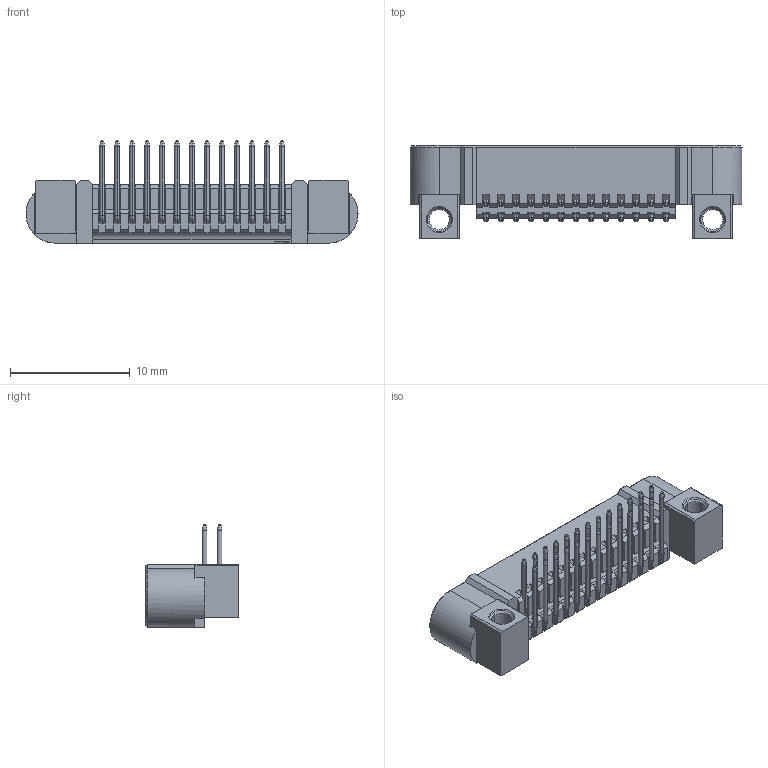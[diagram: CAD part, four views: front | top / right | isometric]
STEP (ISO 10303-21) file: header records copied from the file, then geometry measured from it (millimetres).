
FILE_DESCRIPTION((''),'2;1');
FILE_NAME('G125-MH12605M4P_ASM','2020-02-24T14:42:27',('rportlock'),(''),'CREO PARAMETRIC BY PTC INC, 2019344','CREO PARAMETRIC BY PTC INC, 2019344','');
FILE_SCHEMA(('CONFIG_CONTROL_DESIGN','SHAPE_APPEARANCE_LAYERS_GROUPS'));
Length unit declared in the file: millimetre
Products named in the file (5): G125-3272696; G125-4640000; G125-1060005_BENT; G125-1070005_BENT; G125-MH12605M4P_ASM
Assembly tree (29 placements, depth 2):
  G125-MH12605M4P_ASM
    G125-3272696
    G125-4640000  x2
    G125-1060005_BENT  x13
    G125-1070005_BENT  x13
Bounding box: 27.7 x 7.7 x 8.55 mm (x, y, z)
Volume: 534.3 mm3; surface area: 1633 mm2
Topology: 29 solids, 33 shells, 4151 faces, 9162 edges, 5086 vertices
Faces by surface type: bspline 2808, plane 604, cylinder 393, torus 312, cone 34
Entity records: 39680 total; most frequent: CARTESIAN_POINT 15033, ORIENTED_EDGE 4024, DIRECTION 3548, PRESENTATION_STYLE_ASSIGNMENT 2024, STYLED_ITEM 2024, CURVE_STYLE 2018, EDGE_CURVE 2018, VERTEX_POINT 1239
